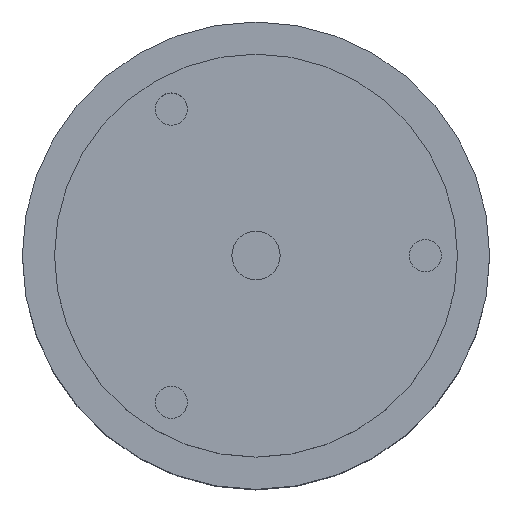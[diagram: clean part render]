
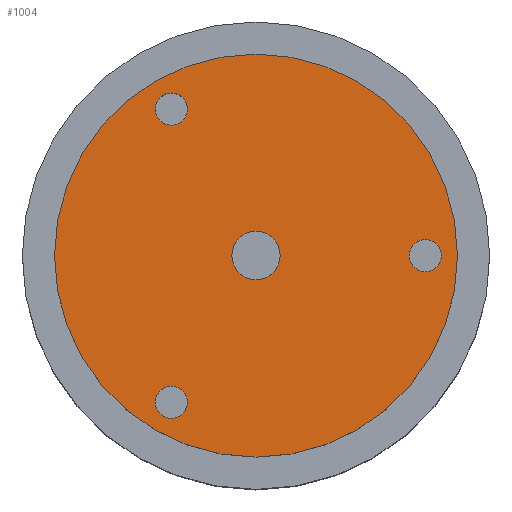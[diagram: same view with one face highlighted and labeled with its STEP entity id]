
A CAD part, top view. The second image highlights one B-rep face of the part: STEP entity #1004.
In plain terms, the highlighted planar face has unit normal (0, 0, 1).
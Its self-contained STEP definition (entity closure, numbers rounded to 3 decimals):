
#201=CARTESIAN_POINT('',(0.,0.,28.));
#202=DIRECTION('',(0.,0.,1.));
#203=DIRECTION('',(1.,0.,0.));
#204=AXIS2_PLACEMENT_3D('',#201,#202,#203);
#223=CARTESIAN_POINT('',(0.,0.,28.));
#224=DIRECTION('',(0.,0.,-1.));
#225=DIRECTION('',(1.,0.,0.));
#226=AXIS2_PLACEMENT_3D('',#223,#224,#225);
#231=CARTESIAN_POINT('',(0.,0.,28.));
#232=DIRECTION('',(0.,0.,1.));
#233=DIRECTION('',(1.,0.,0.));
#234=AXIS2_PLACEMENT_3D('',#231,#232,#233);
#239=CARTESIAN_POINT('',(0.,0.,28.));
#240=DIRECTION('',(0.,0.,1.));
#241=DIRECTION('',(-1.,0.,0.));
#242=AXIS2_PLACEMENT_3D('',#239,#240,#241);
#247=CARTESIAN_POINT('',(21.,0.,28.));
#248=DIRECTION('',(0.,0.,1.));
#249=DIRECTION('',(-1.,0.,0.));
#250=AXIS2_PLACEMENT_3D('',#247,#248,#249);
#255=CARTESIAN_POINT('',(21.,0.,28.));
#256=DIRECTION('',(0.,0.,1.));
#257=DIRECTION('',(1.,0.,0.));
#258=AXIS2_PLACEMENT_3D('',#255,#256,#257);
#263=CARTESIAN_POINT('',(-10.5,-18.187,28.));
#264=DIRECTION('',(0.,0.,1.));
#265=DIRECTION('',(-1.,0.,0.));
#266=AXIS2_PLACEMENT_3D('',#263,#264,#265);
#271=CARTESIAN_POINT('',(-10.5,-18.187,28.));
#272=DIRECTION('',(0.,0.,1.));
#273=DIRECTION('',(1.,0.,0.));
#274=AXIS2_PLACEMENT_3D('',#271,#272,#273);
#279=CARTESIAN_POINT('',(-10.5,18.187,28.));
#280=DIRECTION('',(0.,0.,1.));
#281=DIRECTION('',(-1.,0.,0.));
#282=AXIS2_PLACEMENT_3D('',#279,#280,#281);
#287=CARTESIAN_POINT('',(-10.5,18.187,28.));
#288=DIRECTION('',(0.,0.,1.));
#289=DIRECTION('',(1.,0.,0.));
#290=AXIS2_PLACEMENT_3D('',#287,#288,#289);
#557=CARTESIAN_POINT('',(3.,0.,28.));
#558=VERTEX_POINT('',#557);
#559=CARTESIAN_POINT('',(-3.,0.,28.));
#560=VERTEX_POINT('',#559);
#605=CARTESIAN_POINT('',(19.,0.,28.));
#606=VERTEX_POINT('',#605);
#607=CARTESIAN_POINT('',(23.,0.,28.));
#608=VERTEX_POINT('',#607);
#609=CARTESIAN_POINT('',(-12.5,-18.187,28.));
#610=VERTEX_POINT('',#609);
#611=CARTESIAN_POINT('',(-8.5,-18.187,28.));
#612=VERTEX_POINT('',#611);
#613=CARTESIAN_POINT('',(-12.5,18.187,28.));
#614=VERTEX_POINT('',#613);
#615=CARTESIAN_POINT('',(-8.5,18.187,28.));
#616=VERTEX_POINT('',#615);
#617=CARTESIAN_POINT('',(25.,0.,28.));
#619=VERTEX_POINT('',#617);
#625=CARTESIAN_POINT('',(-25.,0.,28.));
#627=VERTEX_POINT('',#625);
#971=CARTESIAN_POINT('',(0.,0.,28.));
#972=DIRECTION('',(0.,0.,1.));
#973=DIRECTION('',(-1.,0.,0.));
#974=AXIS2_PLACEMENT_3D('',#971,#972,#973);
#975=PLANE('',#974);
#976=ORIENTED_EDGE('',*,*,#954,.T.);
#977=ORIENTED_EDGE('',*,*,#926,.F.);
#978=EDGE_LOOP('',(#976,#977));
#979=FACE_OUTER_BOUND('',#978,.F.);
#981=ORIENTED_EDGE('',*,*,#980,.T.);
#983=ORIENTED_EDGE('',*,*,#982,.T.);
#984=EDGE_LOOP('',(#981,#983));
#985=FACE_BOUND('',#984,.F.);
#987=ORIENTED_EDGE('',*,*,#986,.T.);
#989=ORIENTED_EDGE('',*,*,#988,.T.);
#990=EDGE_LOOP('',(#987,#989));
#991=FACE_BOUND('',#990,.F.);
#993=ORIENTED_EDGE('',*,*,#992,.T.);
#995=ORIENTED_EDGE('',*,*,#994,.T.);
#996=EDGE_LOOP('',(#993,#995));
#997=FACE_BOUND('',#996,.F.);
#999=ORIENTED_EDGE('',*,*,#998,.T.);
#1001=ORIENTED_EDGE('',*,*,#1000,.T.);
#1002=EDGE_LOOP('',(#999,#1001));
#1003=FACE_BOUND('',#1002,.F.);
#205=CIRCLE('',#204,25.);
#227=CIRCLE('',#226,25.);
#235=CIRCLE('',#234,3.);
#243=CIRCLE('',#242,3.);
#251=CIRCLE('',#250,2.);
#259=CIRCLE('',#258,2.);
#267=CIRCLE('',#266,2.);
#275=CIRCLE('',#274,2.);
#283=CIRCLE('',#282,2.);
#291=CIRCLE('',#290,2.);
#926=EDGE_CURVE('',#619,#627,#205,.T.);
#954=EDGE_CURVE('',#619,#627,#227,.T.);
#980=EDGE_CURVE('',#558,#560,#235,.T.);
#982=EDGE_CURVE('',#560,#558,#243,.T.);
#986=EDGE_CURVE('',#606,#608,#251,.T.);
#988=EDGE_CURVE('',#608,#606,#259,.T.);
#992=EDGE_CURVE('',#610,#612,#267,.T.);
#994=EDGE_CURVE('',#612,#610,#275,.T.);
#998=EDGE_CURVE('',#614,#616,#283,.T.);
#1000=EDGE_CURVE('',#616,#614,#291,.T.);
#1004=ADVANCED_FACE('',(#979,#985,#991,#997,#1003),#975,.T.);
